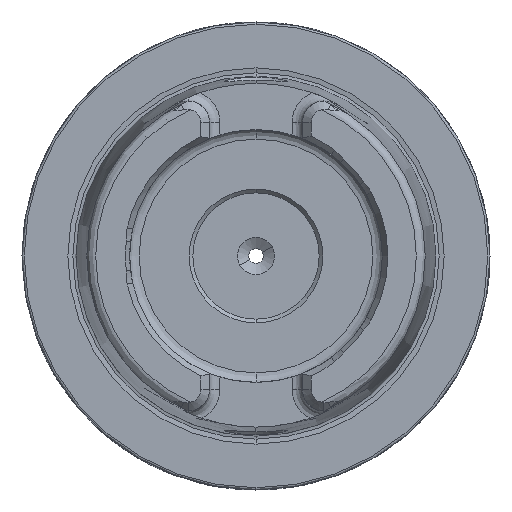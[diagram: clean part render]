
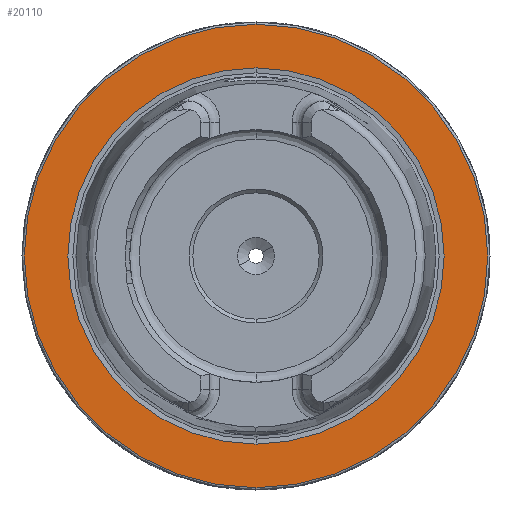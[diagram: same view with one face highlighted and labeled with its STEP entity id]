
A CAD part, left-side view. The second image highlights one B-rep face of the part: STEP entity #20110.
In plain terms, the highlighted planar face has unit normal (-1, 0, 0).
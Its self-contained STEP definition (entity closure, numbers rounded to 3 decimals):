
#2631 = CARTESIAN_POINT ( 'NONE',  ( 0., 0., 0. ) ) ;
#2632 = DIRECTION ( 'NONE',  ( -1., 0., 0. ) ) ;
#2633 = DIRECTION ( 'NONE',  ( 0., 0., 1. ) ) ;
#2712 = CARTESIAN_POINT ( 'NONE',  ( 0., 0., 0. ) ) ;
#2713 = DIRECTION ( 'NONE',  ( -1., 0., 0. ) ) ;
#2714 = DIRECTION ( 'NONE',  ( 0., 0., 1. ) ) ;
#12479 = EDGE_CURVE ( 'NONE', #19003, #19004, #12534, .T. ) ;
#12489 = EDGE_CURVE ( 'NONE', #18998, #18999, #12558, .T. ) ;
#12534 = CIRCLE ( 'NONE', #12542, 25.324 ) ;
#12542 = AXIS2_PLACEMENT_3D ( 'NONE', #18343, #18344, #18345 ) ;
#12558 = CIRCLE ( 'NONE', #12561, 31.2 ) ;
#12561 = AXIS2_PLACEMENT_3D ( 'NONE', #18372, #18373, #18374 ) ;
#14741 = EDGE_LOOP ( 'NONE', ( #18771, #18772 ) ) ;
#16165 = DIRECTION ( 'NONE',  ( 1., 0., 0. ) ) ;
#16175 = CARTESIAN_POINT ( 'NONE',  ( 0., 31.2, 0. ) ) ;
#16176 = FACE_BOUND ( 'NONE', #19321, .T. ) ;
#16178 = FACE_OUTER_BOUND ( 'NONE', #14741, .T. ) ;
#16179 = PLANE ( 'NONE',  #20898 ) ;
#16181 = DIRECTION ( 'NONE',  ( 0., 0., -1. ) ) ;
#18343 = CARTESIAN_POINT ( 'NONE',  ( 0., 0., 0. ) ) ;
#18344 = DIRECTION ( 'NONE',  ( -1., 0., 0. ) ) ;
#18345 = DIRECTION ( 'NONE',  ( 0., 0., 1. ) ) ;
#18372 = CARTESIAN_POINT ( 'NONE',  ( 0., 0., 0. ) ) ;
#18373 = DIRECTION ( 'NONE',  ( -1., 0., 0. ) ) ;
#18374 = DIRECTION ( 'NONE',  ( 0., 0., 1. ) ) ;
#18659 = CARTESIAN_POINT ( 'NONE',  ( 0., 0., 31.2 ) ) ;
#18660 = CARTESIAN_POINT ( 'NONE',  ( 0., 0., -31.2 ) ) ;
#18664 = CARTESIAN_POINT ( 'NONE',  ( 0., 0., -25.324 ) ) ;
#18665 = CARTESIAN_POINT ( 'NONE',  ( 0., 0., 25.324 ) ) ;
#18769 = ORIENTED_EDGE ( 'NONE', *, *, #21521, .F. ) ;
#18770 = ORIENTED_EDGE ( 'NONE', *, *, #12479, .F. ) ;
#18771 = ORIENTED_EDGE ( 'NONE', *, *, #12489, .T. ) ;
#18772 = ORIENTED_EDGE ( 'NONE', *, *, #21495, .T. ) ;
#18998 = VERTEX_POINT ( 'NONE', #18659 ) ;
#18999 = VERTEX_POINT ( 'NONE', #18660 ) ;
#19003 = VERTEX_POINT ( 'NONE', #18664 ) ;
#19004 = VERTEX_POINT ( 'NONE', #18665 ) ;
#19321 = EDGE_LOOP ( 'NONE', ( #18769, #18770 ) ) ;
#19806 = CIRCLE ( 'NONE', #19807, 31.2 ) ;
#19807 = AXIS2_PLACEMENT_3D ( 'NONE', #2631, #2632, #2633 ) ;
#19843 = CIRCLE ( 'NONE', #19846, 25.324 ) ;
#19846 = AXIS2_PLACEMENT_3D ( 'NONE', #2712, #2713, #2714 ) ;
#20110 = ADVANCED_FACE ( 'NONE', ( #16176, #16178 ), #16179, .F. ) ;
#20898 = AXIS2_PLACEMENT_3D ( 'NONE', #16175, #16165, #16181 ) ;
#21495 = EDGE_CURVE ( 'NONE', #18999, #18998, #19806, .T. ) ;
#21521 = EDGE_CURVE ( 'NONE', #19004, #19003, #19843, .T. ) ;
